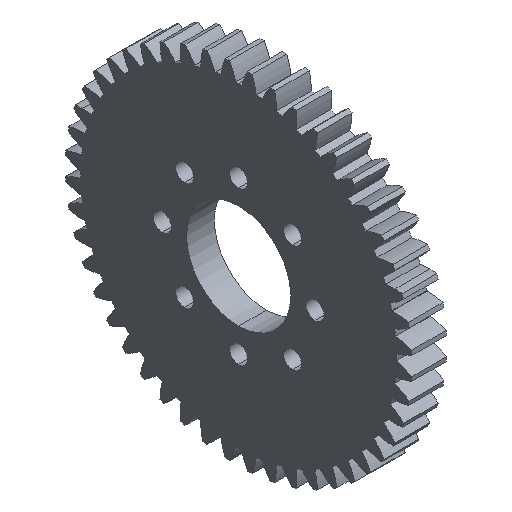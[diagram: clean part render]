
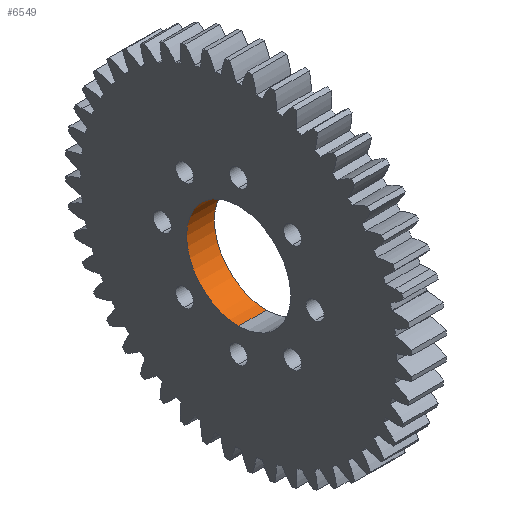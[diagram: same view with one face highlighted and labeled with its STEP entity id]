
A CAD part, isometric view. The second image highlights one B-rep face of the part: STEP entity #6549.
In plain terms, the highlighted cylindrical face has radius 7.5 mm (diameter 15 mm), a partial arc.
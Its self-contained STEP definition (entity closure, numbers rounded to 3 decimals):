
#558 = CARTESIAN_POINT ( 'NONE',  ( 0., 0., 0. ) ) ;
#642 = CARTESIAN_POINT ( 'NONE',  ( 0., 0., 0. ) ) ;
#830 = AXIS2_PLACEMENT_3D ( 'NONE', #558, #5259, #6451 ) ;
#953 = CARTESIAN_POINT ( 'NONE',  ( 0., 0., 7.5 ) ) ;
#1168 = CARTESIAN_POINT ( 'NONE',  ( 0., 0., -7.5 ) ) ;
#1306 = DIRECTION ( 'NONE',  ( 0., 0., -1. ) ) ;
#1334 = CARTESIAN_POINT ( 'NONE',  ( 4., 0., 0. ) ) ;
#1519 = VERTEX_POINT ( 'NONE', #7292 ) ;
#1652 = EDGE_CURVE ( 'NONE', #1519, #2761, #3620, .T. ) ;
#1838 = VECTOR ( 'NONE', #7514, 1000. ) ;
#2564 = CARTESIAN_POINT ( 'NONE',  ( 4., 0., -7.5 ) ) ;
#2743 = CYLINDRICAL_SURFACE ( 'NONE', #3752, 7.5 ) ;
#2761 = VERTEX_POINT ( 'NONE', #5806 ) ;
#3044 = VERTEX_POINT ( 'NONE', #2564 ) ;
#3149 = ORIENTED_EDGE ( 'NONE', *, *, #4328, .F. ) ;
#3193 = DIRECTION ( 'NONE',  ( 1., 0., 0. ) ) ;
#3336 = EDGE_LOOP ( 'NONE', ( #6999, #3149, #5838, #4152 ) ) ;
#3620 = LINE ( 'NONE', #953, #1838 ) ;
#3752 = AXIS2_PLACEMENT_3D ( 'NONE', #642, #6503, #5963 ) ;
#4009 = EDGE_CURVE ( 'NONE', #4304, #3044, #6099, .T. ) ;
#4152 = ORIENTED_EDGE ( 'NONE', *, *, #6652, .T. ) ;
#4304 = VERTEX_POINT ( 'NONE', #4642 ) ;
#4328 = EDGE_CURVE ( 'NONE', #4304, #1519, #6277, .T. ) ;
#4416 = FACE_OUTER_BOUND ( 'NONE', #3336, .T. ) ;
#4642 = CARTESIAN_POINT ( 'NONE',  ( 0., 0., -7.5 ) ) ;
#4865 = DIRECTION ( 'NONE',  ( 1., 0., 0. ) ) ;
#5070 = CIRCLE ( 'NONE', #7575, 7.5 ) ;
#5259 = DIRECTION ( 'NONE',  ( 1., 0., 0. ) ) ;
#5806 = CARTESIAN_POINT ( 'NONE',  ( 4., 0., 7.5 ) ) ;
#5838 = ORIENTED_EDGE ( 'NONE', *, *, #4009, .T. ) ;
#5963 = DIRECTION ( 'NONE',  ( 0., 0., -1. ) ) ;
#6099 = LINE ( 'NONE', #1168, #7519 ) ;
#6277 = CIRCLE ( 'NONE', #830, 7.5 ) ;
#6451 = DIRECTION ( 'NONE',  ( 0., 0., -1. ) ) ;
#6503 = DIRECTION ( 'NONE',  ( 1., 0., 0. ) ) ;
#6549 = ADVANCED_FACE ( 'NONE', ( #4416 ), #2743, .F. ) ;
#6652 = EDGE_CURVE ( 'NONE', #3044, #2761, #5070, .T. ) ;
#6999 = ORIENTED_EDGE ( 'NONE', *, *, #1652, .F. ) ;
#7292 = CARTESIAN_POINT ( 'NONE',  ( 0., 0., 7.5 ) ) ;
#7514 = DIRECTION ( 'NONE',  ( 1., 0., 0. ) ) ;
#7519 = VECTOR ( 'NONE', #3193, 1000. ) ;
#7575 = AXIS2_PLACEMENT_3D ( 'NONE', #1334, #4865, #1306 ) ;
